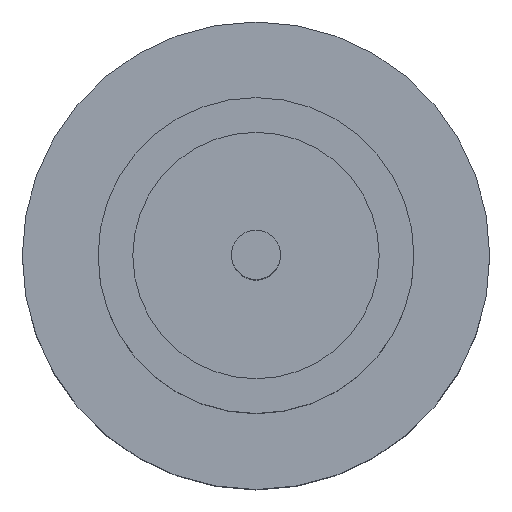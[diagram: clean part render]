
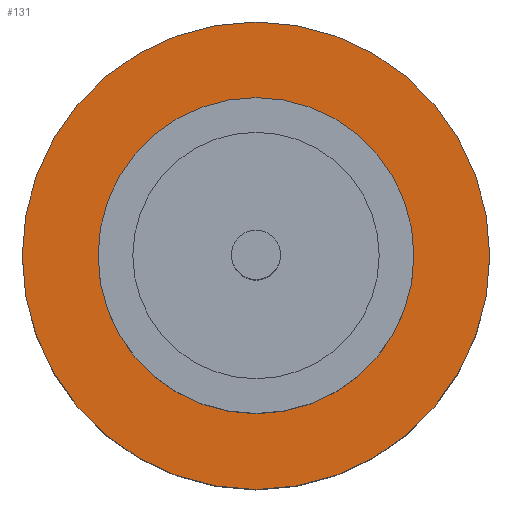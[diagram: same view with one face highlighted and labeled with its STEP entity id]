
A CAD part, top view. The second image highlights one B-rep face of the part: STEP entity #131.
In plain terms, the highlighted planar face has unit normal (0, 0, 1).
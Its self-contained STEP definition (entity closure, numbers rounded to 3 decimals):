
#12 = VERTEX_POINT ( 'NONE', #400 ) ;
#15 = AXIS2_PLACEMENT_3D ( 'NONE', #424, #18, #364 ) ;
#18 = DIRECTION ( 'NONE',  ( 0., 0., 1. ) ) ;
#45 = FACE_OUTER_BOUND ( 'NONE', #449, .T. ) ;
#95 = AXIS2_PLACEMENT_3D ( 'NONE', #402, #580, #641 ) ;
#131 = ADVANCED_FACE ( 'NONE', ( #245, #45 ), #220, .T. ) ;
#150 = CIRCLE ( 'NONE', #607, 1.85 ) ;
#168 = EDGE_CURVE ( 'NONE', #689, #12, #388, .T. ) ;
#214 = DIRECTION ( 'NONE',  ( 1., 0., 0. ) ) ;
#220 = PLANE ( 'NONE',  #769 ) ;
#245 = FACE_BOUND ( 'NONE', #608, .T. ) ;
#309 = CARTESIAN_POINT ( 'NONE',  ( -1.25, 0., 1.55 ) ) ;
#339 = DIRECTION ( 'NONE',  ( 0., 0., 1. ) ) ;
#353 = CIRCLE ( 'NONE', #95, 1.25 ) ;
#364 = DIRECTION ( 'NONE',  ( 1., 0., 0. ) ) ;
#371 = VERTEX_POINT ( 'NONE', #604 ) ;
#388 = CIRCLE ( 'NONE', #15, 1.85 ) ;
#400 = CARTESIAN_POINT ( 'NONE',  ( 1.85, 0., 1.55 ) ) ;
#402 = CARTESIAN_POINT ( 'NONE',  ( 0., 0., 1.55 ) ) ;
#424 = CARTESIAN_POINT ( 'NONE',  ( 0., 0., 1.55 ) ) ;
#435 = ORIENTED_EDGE ( 'NONE', *, *, #712, .F. ) ;
#442 = CIRCLE ( 'NONE', #823, 1.25 ) ;
#449 = EDGE_LOOP ( 'NONE', ( #644, #778 ) ) ;
#470 = DIRECTION ( 'NONE',  ( 1., 0., 0. ) ) ;
#479 = DIRECTION ( 'NONE',  ( 0., 0., 1. ) ) ;
#491 = ORIENTED_EDGE ( 'NONE', *, *, #773, .F. ) ;
#580 = DIRECTION ( 'NONE',  ( 0., 0., 1. ) ) ;
#598 = CARTESIAN_POINT ( 'NONE',  ( 0., 0., 1.55 ) ) ;
#604 = CARTESIAN_POINT ( 'NONE',  ( 1.25, 0., 1.55 ) ) ;
#607 = AXIS2_PLACEMENT_3D ( 'NONE', #734, #339, #470 ) ;
#608 = EDGE_LOOP ( 'NONE', ( #435, #491 ) ) ;
#622 = VERTEX_POINT ( 'NONE', #309 ) ;
#641 = DIRECTION ( 'NONE',  ( 1., 0., 0. ) ) ;
#644 = ORIENTED_EDGE ( 'NONE', *, *, #168, .T. ) ;
#674 = CARTESIAN_POINT ( 'NONE',  ( 0., 0., 1.55 ) ) ;
#689 = VERTEX_POINT ( 'NONE', #767 ) ;
#712 = EDGE_CURVE ( 'NONE', #371, #622, #353, .T. ) ;
#722 = DIRECTION ( 'NONE',  ( 0., 0., 1. ) ) ;
#734 = CARTESIAN_POINT ( 'NONE',  ( 0., 0., 1.55 ) ) ;
#746 = DIRECTION ( 'NONE',  ( 1., 0., 0. ) ) ;
#767 = CARTESIAN_POINT ( 'NONE',  ( -1.85, 0., 1.55 ) ) ;
#769 = AXIS2_PLACEMENT_3D ( 'NONE', #674, #479, #746 ) ;
#773 = EDGE_CURVE ( 'NONE', #622, #371, #442, .T. ) ;
#778 = ORIENTED_EDGE ( 'NONE', *, *, #790, .T. ) ;
#790 = EDGE_CURVE ( 'NONE', #12, #689, #150, .T. ) ;
#823 = AXIS2_PLACEMENT_3D ( 'NONE', #598, #722, #214 ) ;
